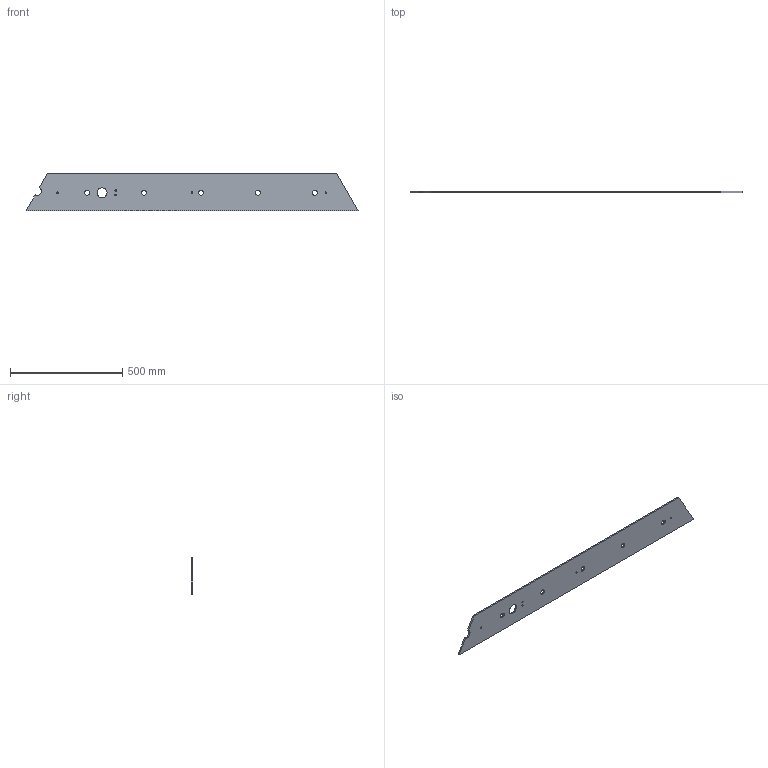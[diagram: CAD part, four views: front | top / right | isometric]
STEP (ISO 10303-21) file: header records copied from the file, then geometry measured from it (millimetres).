
FILE_DESCRIPTION(/* description */ (''),/* implementation_level */ '2;1');
FILE_NAME(/* name */ 'GE-17090_19.stp',/* time_stamp */ '2017-01-08T13:37:52-05:00',/* author */ ('jeff1'),/* organization */ (''),/* preprocessor_version */ 'ST-DEVELOPER v16.5',/* originating_system */ 'Autodesk Inventor 2017',/* authorisation */ '');
FILE_SCHEMA (('AUTOMOTIVE_DESIGN { 1 0 10303 214 3 1 1 }'));
Length unit declared in the file: inch
Products named in the file (1): GE-17090_19
Bounding box: 1481.17 x 6.35 x 165.1 mm (x, y, z)
Volume: 1424480.5 mm3; surface area: 472834.3 mm2
Topology: 1 solids, 1 shells, 24 faces, 66 edges, 44 vertices
Faces by surface type: cylinder 12, plane 7, cone 5
Full cylindrical faces by diameter (mm): 6.731 x5, 22.606 x5, 44.45 x1
Entity records: 730 total; most frequent: DIRECTION 124, CARTESIAN_POINT 109, ORIENTED_EDGE 90, EDGE_LOOP 62, AXIS2_PLACEMENT_3D 54, EDGE_CURVE 45, VERTEX_POINT 39, FACE_BOUND 38
